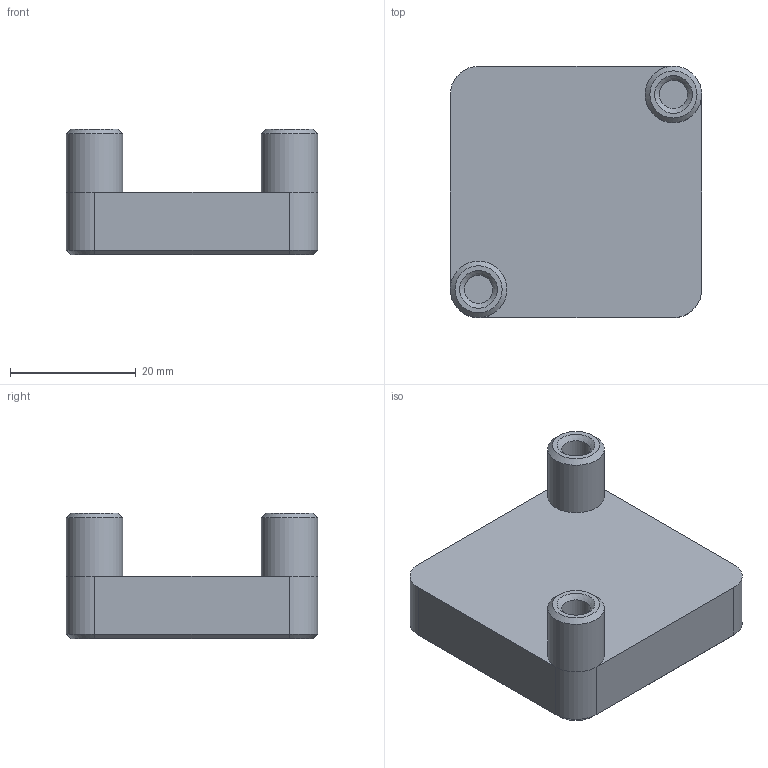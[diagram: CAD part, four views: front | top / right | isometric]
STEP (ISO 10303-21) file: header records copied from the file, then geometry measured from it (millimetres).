
FILE_DESCRIPTION(('FreeCAD Model'),'2;1');
FILE_NAME('Open CASCADE Shape Model','2023-09-21T09:49:44',('Author'),( ''),'Open CASCADE STEP processor 7.6','FreeCAD','Unknown');
FILE_SCHEMA(('AUTOMOTIVE_DESIGN { 1 0 10303 214 1 1 1 1 }'));
Length unit declared in the file: millimetre
Products named in the file (2): TMCM-1640; Body008
Assembly tree (1 placements, depth 2):
  TMCM-1640
    Body008
Bounding box: 40 x 40 x 20 mm (x, y, z)
Volume: 16450.9 mm3; surface area: 5646.5 mm2
Topology: 1 solids, 1 shells, 36 faces, 71 edges, 41 vertices
Faces by surface type: plane 16, cylinder 10, cone 10
Full cylindrical faces by diameter (mm): 4.5 x4, 9 x2
Entity records: 954 total; most frequent: DIRECTION 178, CARTESIAN_POINT 150, ORIENTED_EDGE 142, EDGE_CURVE 71, AXIS2_PLACEMENT_3D 69, VERTEX_POINT 41, FACE_BOUND 40, EDGE_LOOP 40
